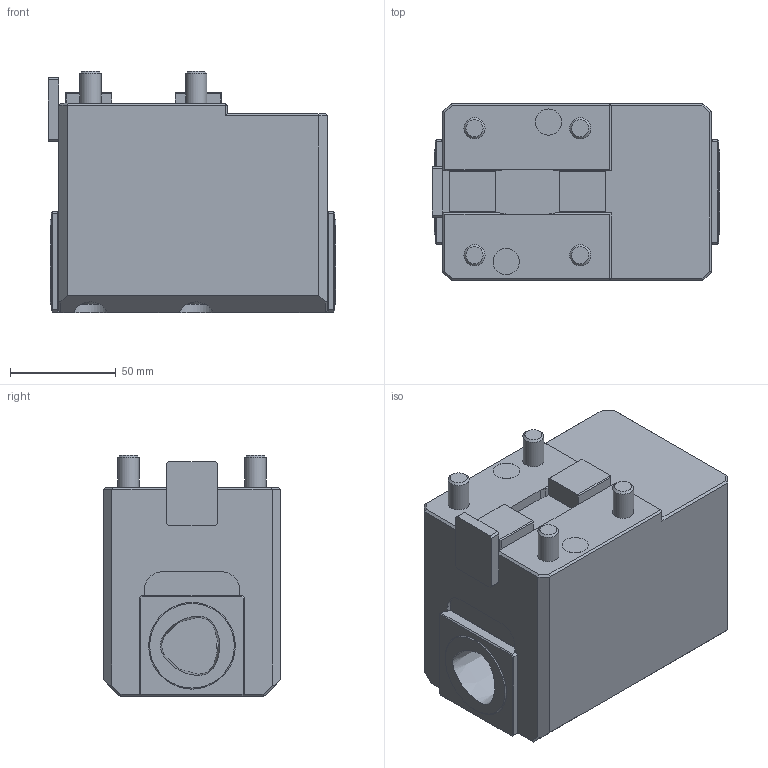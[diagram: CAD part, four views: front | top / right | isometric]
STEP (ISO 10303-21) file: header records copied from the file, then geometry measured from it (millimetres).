
FILE_DESCRIPTION(/* description */ (''),/* implementation_level */ '2;1');
FILE_NAME(/* name */ '1619173590618.stp',/* time_stamp */ '2021-04-23T12:26:36+02:00',/* author */ (''),/* organization */ ('SMS'),/* preprocessor_version */ 'ST-DEVELOPER v16.7',/* originating_system */ 'SIEMENS PLM Software NX 12.0',/* authorisation */ '');
FILE_SCHEMA (('AUTOMOTIVE_DESIGN { 1 0 10303 214 3 1 1 1 }'));
Length unit declared in the file: millimetre
Products named in the file (1): 203502834mod000_00
Bounding box: 136 x 84 x 114 mm (x, y, z)
Volume: 1015859.5 mm3; surface area: 77093.8 mm2
Topology: 1 solids, 1 shells, 235 faces, 604 edges, 391 vertices
Faces by surface type: plane 185, cylinder 32, cone 14, bspline 2, torus 2
Full cylindrical faces by diameter (mm): 2.5 x2, 10 x4, 12.4 x2, 16 x4, 18 x4
Entity records: 7400 total; most frequent: CARTESIAN_POINT 1828, ORIENTED_EDGE 1118, DIRECTION 1079, EDGE_CURVE 559, LINE 451, VECTOR 451, VERTEX_POINT 374, AXIS2_PLACEMENT_3D 314
